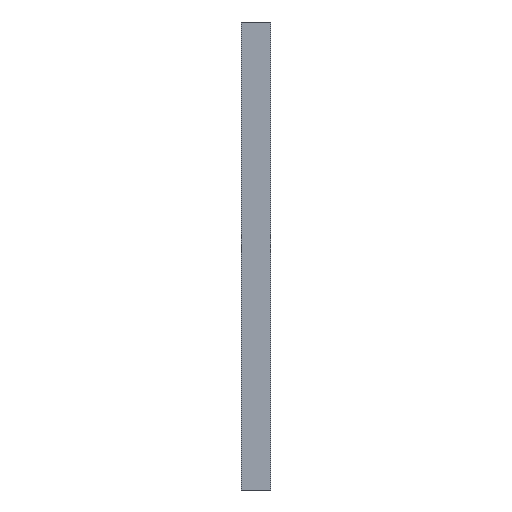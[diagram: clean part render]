
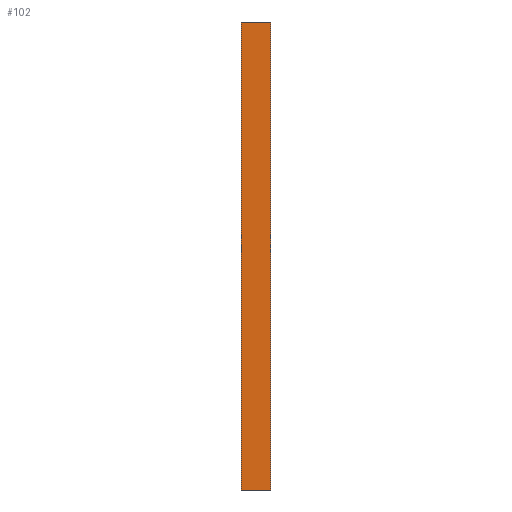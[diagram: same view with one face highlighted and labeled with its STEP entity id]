
A CAD part, left-side view. The second image highlights one B-rep face of the part: STEP entity #102.
In plain terms, the highlighted planar face has unit normal (-1, 0, 0).
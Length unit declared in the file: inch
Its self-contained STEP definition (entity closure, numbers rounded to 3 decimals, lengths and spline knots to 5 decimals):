
#16=FACE_OUTER_BOUND('',#22,.T.);
#22=EDGE_LOOP('',(#75,#76,#77,#78));
#27=LINE('',#151,#39);
#31=LINE('',#159,#43);
#32=LINE('',#161,#44);
#33=LINE('',#162,#45);
#39=VECTOR('',#125,2.);
#43=VECTOR('',#131,0.125);
#44=VECTOR('',#132,2.);
#45=VECTOR('',#133,0.125);
#51=VERTEX_POINT('',#149);
#52=VERTEX_POINT('',#150);
#55=VERTEX_POINT('',#158);
#56=VERTEX_POINT('',#160);
#59=EDGE_CURVE('',#51,#52,#27,.T.);
#63=EDGE_CURVE('',#55,#51,#31,.T.);
#64=EDGE_CURVE('',#55,#56,#32,.T.);
#65=EDGE_CURVE('',#56,#52,#33,.T.);
#75=ORIENTED_EDGE('',*,*,#59,.F.);
#76=ORIENTED_EDGE('',*,*,#63,.F.);
#77=ORIENTED_EDGE('',*,*,#64,.T.);
#78=ORIENTED_EDGE('',*,*,#65,.T.);
#96=PLANE('',#116);
#102=ADVANCED_FACE('',(#16),#96,.T.);
#116=AXIS2_PLACEMENT_3D('',#157,#129,#130);
#125=DIRECTION('',(0.,0.,-1.));
#129=DIRECTION('center_axis',(-1.,0.,0.));
#130=DIRECTION('ref_axis',(0.,0.,1.));
#131=DIRECTION('',(0.,-1.,0.));
#132=DIRECTION('',(0.,0.,-1.));
#133=DIRECTION('',(0.,-1.,0.));
#149=CARTESIAN_POINT('',(-360.,0.,2.));
#150=CARTESIAN_POINT('',(-360.,0.,0.));
#151=CARTESIAN_POINT('',(-360.,0.,2.));
#157=CARTESIAN_POINT('Origin',(-360.,0.,0.));
#158=CARTESIAN_POINT('',(-360.,0.125,2.));
#159=CARTESIAN_POINT('',(-360.,0.125,2.));
#160=CARTESIAN_POINT('',(-360.,0.125,0.));
#161=CARTESIAN_POINT('',(-360.,0.125,2.));
#162=CARTESIAN_POINT('',(-360.,0.125,0.));
